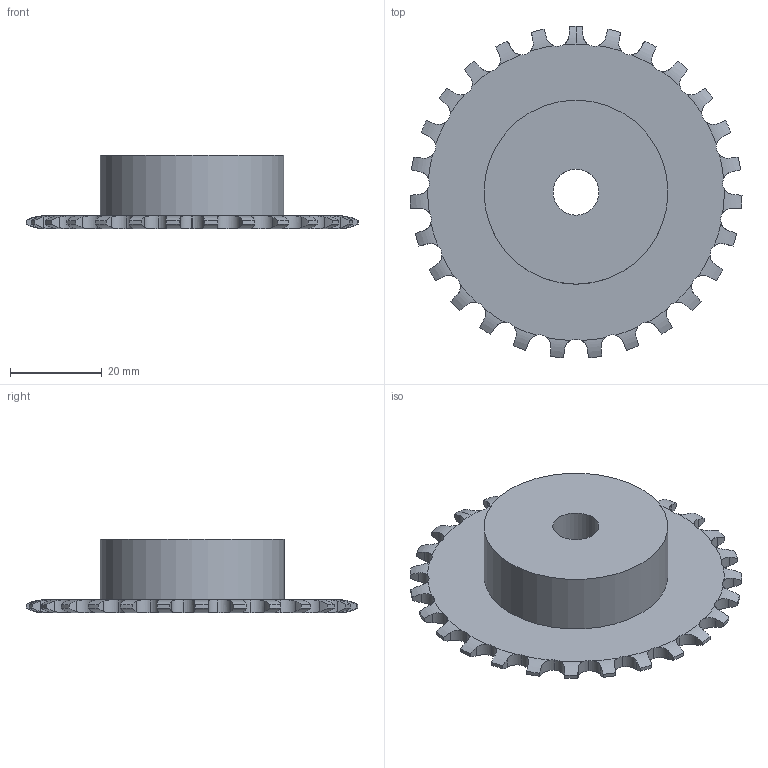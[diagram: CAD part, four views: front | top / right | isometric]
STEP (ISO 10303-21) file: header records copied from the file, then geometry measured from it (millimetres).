
FILE_DESCRIPTION(('FreeCAD Model'),'2;1');
FILE_NAME('Open CASCADE Shape Model','2021-03-07T16:56:46',( 'Simone Bignetti'),(''),'Open CASCADE STEP processor 7.4','FreeCAD', 'Unknown');
FILE_SCHEMA(('AUTOMOTIVE_DESIGN { 1 0 10303 214 1 1 1 1 }'));
Length unit declared in the file: millimetre
Products named in the file (1): Hole
Bounding box: 72.19 x 72.09 x 16 mm (x, y, z)
Volume: 25206.6 mm3; surface area: 9981.7 mm2
Topology: 1 solids, 1 shells, 197 faces, 634 edges, 441 vertices
Faces by surface type: cylinder 137, revolution 56, plane 4
Full cylindrical faces by diameter (mm): 10 x1, 40 x1
Entity records: 23142 total; most frequent: CARTESIAN_POINT 11687, DIRECTION 1876, ORIENTED_EDGE 1268, PCURVE 1268, DEFINITIONAL_REPRESENTATION 1268, LINE 749, VECTOR 749, B_SPLINE_CURVE_WITH_KNOTS 648
